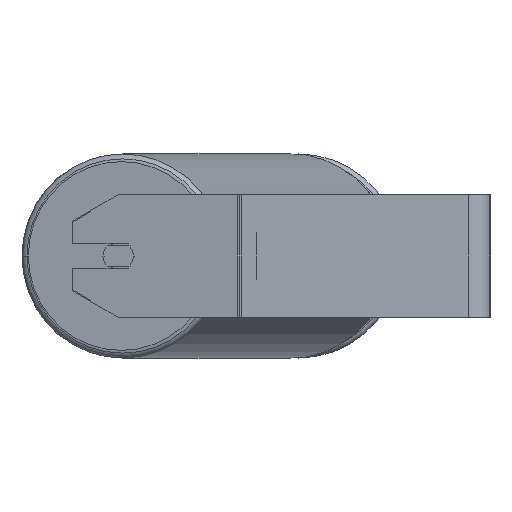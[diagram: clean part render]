
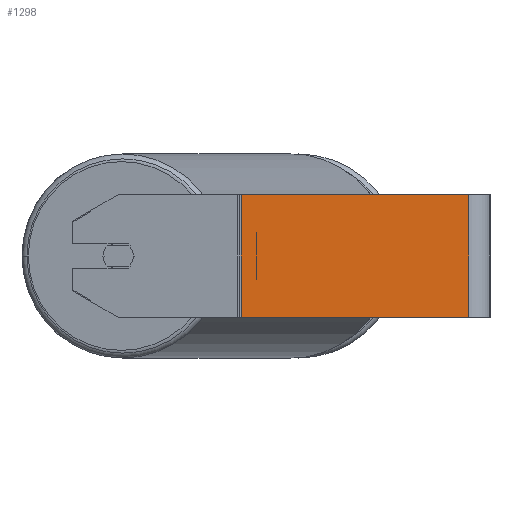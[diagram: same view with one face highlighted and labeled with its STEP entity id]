
A CAD part, left-side view. The second image highlights one B-rep face of the part: STEP entity #1298.
In plain terms, the highlighted planar face has unit normal (-1, 0, 0).
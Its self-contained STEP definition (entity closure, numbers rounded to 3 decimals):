
#84 = VERTEX_POINT ( 'NONE', #5021 ) ;
#351 = DIRECTION ( 'NONE',  ( 0., 0., -1. ) ) ;
#1298 = ADVANCED_FACE ( 'NONE', ( #4245 ), #7796, .F. ) ;
#1334 = CARTESIAN_POINT ( 'NONE',  ( -1010., 14., 40. ) ) ;
#1428 = VERTEX_POINT ( 'NONE', #7177 ) ;
#1572 = ORIENTED_EDGE ( 'NONE', *, *, #4257, .T. ) ;
#1679 = VECTOR ( 'NONE', #8437, 1000. ) ;
#1978 = LINE ( 'NONE', #6099, #3469 ) ;
#2192 = ORIENTED_EDGE ( 'NONE', *, *, #5250, .T. ) ;
#2209 = CARTESIAN_POINT ( 'NONE',  ( -1010., 14., 40. ) ) ;
#2214 = CARTESIAN_POINT ( 'NONE',  ( -1010., 163.415, 40. ) ) ;
#2775 = EDGE_CURVE ( 'NONE', #1428, #4370, #1978, .T. ) ;
#2995 = LINE ( 'NONE', #3658, #1679 ) ;
#3084 = CARTESIAN_POINT ( 'NONE',  ( -1010., 163.415, -40. ) ) ;
#3469 = VECTOR ( 'NONE', #5421, 1000. ) ;
#3606 = EDGE_CURVE ( 'NONE', #4370, #6733, #7745, .T. ) ;
#3658 = CARTESIAN_POINT ( 'NONE',  ( -1010., 162.19, 40. ) ) ;
#4241 = DIRECTION ( 'NONE',  ( 0., 0., -1. ) ) ;
#4245 = FACE_OUTER_BOUND ( 'NONE', #6745, .T. ) ;
#4257 = EDGE_CURVE ( 'NONE', #84, #6733, #5866, .T. ) ;
#4370 = VERTEX_POINT ( 'NONE', #1334 ) ;
#4473 = VECTOR ( 'NONE', #4241, 1000. ) ;
#4572 = AXIS2_PLACEMENT_3D ( 'NONE', #2214, #8271, #351 ) ;
#5021 = CARTESIAN_POINT ( 'NONE',  ( -1010., 162.19, -40. ) ) ;
#5250 = EDGE_CURVE ( 'NONE', #1428, #84, #2995, .T. ) ;
#5421 = DIRECTION ( 'NONE',  ( 0., -1., 0. ) ) ;
#5594 = ORIENTED_EDGE ( 'NONE', *, *, #2775, .F. ) ;
#5827 = DIRECTION ( 'NONE',  ( 0., -1., 0. ) ) ;
#5866 = LINE ( 'NONE', #3084, #6333 ) ;
#6099 = CARTESIAN_POINT ( 'NONE',  ( -1010., 163.415, 40. ) ) ;
#6333 = VECTOR ( 'NONE', #5827, 1000. ) ;
#6733 = VERTEX_POINT ( 'NONE', #8203 ) ;
#6745 = EDGE_LOOP ( 'NONE', ( #1572, #8165, #5594, #2192 ) ) ;
#7177 = CARTESIAN_POINT ( 'NONE',  ( -1010., 162.19, 40. ) ) ;
#7745 = LINE ( 'NONE', #2209, #4473 ) ;
#7796 = PLANE ( 'NONE',  #4572 ) ;
#8165 = ORIENTED_EDGE ( 'NONE', *, *, #3606, .F. ) ;
#8203 = CARTESIAN_POINT ( 'NONE',  ( -1010., 14., -40. ) ) ;
#8271 = DIRECTION ( 'NONE',  ( 1., 0., 0. ) ) ;
#8437 = DIRECTION ( 'NONE',  ( 0., 0., -1. ) ) ;
